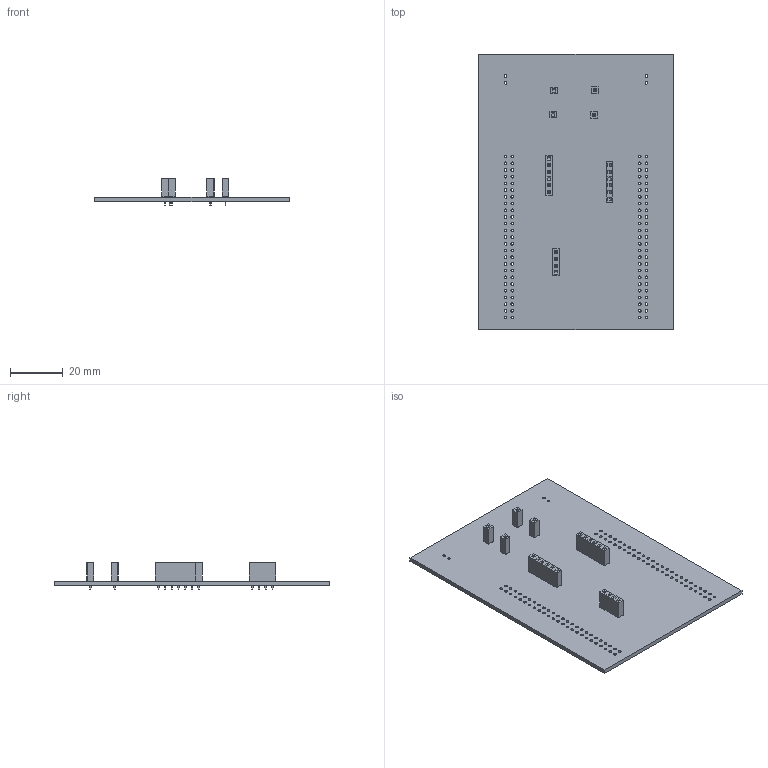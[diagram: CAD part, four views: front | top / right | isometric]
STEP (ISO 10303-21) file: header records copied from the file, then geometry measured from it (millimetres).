
FILE_DESCRIPTION(('KiCad electronic assembly'),'2;1');
FILE_NAME('GPS_TRACKER.step','2023-05-29T15:05:46',('Pcbnew'),('Kicad'), 'Open CASCADE STEP processor 7.6','KiCad to STEP converter','Unknown' );
FILE_SCHEMA(('AUTOMOTIVE_DESIGN { 1 0 10303 214 1 1 1 1 }'));
Length unit declared in the file: millimetre
Products named in the file (8): GPS_TRACKER 1; PinSocket_1x06_P2.54mm_Vertical; SOLID; PinSocket_1x01_P2.54mm_Vertical; PinSocket_1x04_P2.54mm_Vertical; PCB
Assembly tree (11 placements, depth 3):
  GPS_TRACKER 1
    PinSocket_1x06_P2.54mm_Vertical  x2
      SOLID
    PinSocket_1x01_P2.54mm_Vertical  x4
      SOLID
    PinSocket_1x04_P2.54mm_Vertical
      SOLID
    PCB
Bounding box: 73.66 x 104.14 x 10.1 mm (x, y, z)
Volume: 12967.3 mm3; surface area: 17985.3 mm2
Topology: 8 solids, 8 shells, 820 faces, 2152 edges, 1408 vertices
Faces by surface type: plane 696, cylinder 124
Full cylindrical faces by diameter (mm): 0.998 x48, 1 x20, 1.001 x56
Entity records: 36837 total; most frequent: CARTESIAN_POINT 6885, DIRECTION 5034, LINE 3512, VECTOR 3512, ORIENTED_EDGE 2672, PCURVE 2672, DEFINITIONAL_REPRESENTATION 2672, EDGE_CURVE 1336
